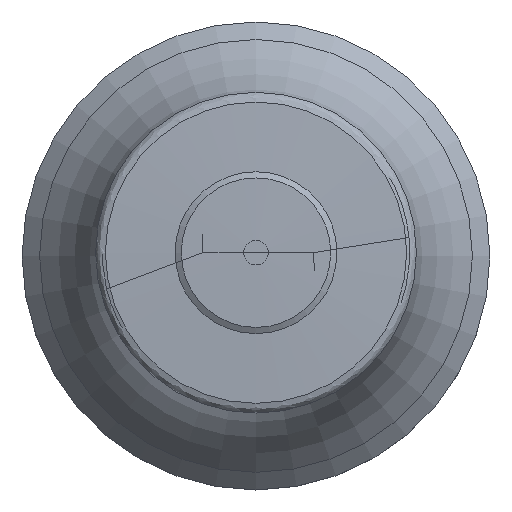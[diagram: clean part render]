
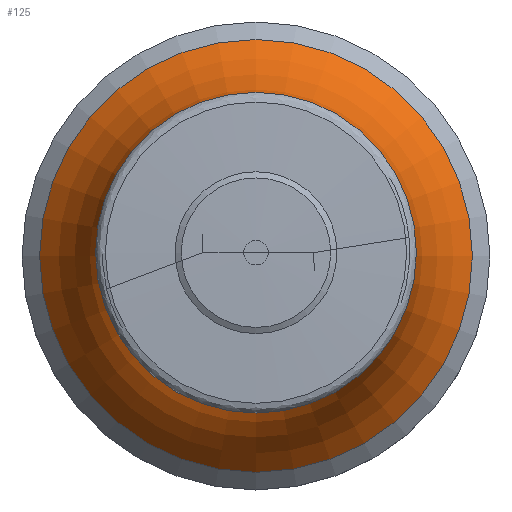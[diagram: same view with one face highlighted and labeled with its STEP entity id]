
A CAD part, top view. The second image highlights one B-rep face of the part: STEP entity #125.
In plain terms, the highlighted toroidal (fillet/blend) face has major radius 27.5 mm and minor radius 16 mm.
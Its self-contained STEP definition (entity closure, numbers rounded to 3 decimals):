
#65=TOROIDAL_SURFACE('',#430,27.5,16.);
#125=ADVANCED_FACE('',(#167,#168),#65,.F.);
#167=FACE_BOUND('',#211,.T.);
#168=FACE_BOUND('',#212,.T.);
#211=EDGE_LOOP('',(#274));
#212=EDGE_LOOP('',(#275));
#274=ORIENTED_EDGE('',*,*,#368,.F.);
#275=ORIENTED_EDGE('',*,*,#347,.F.);
#315=VERTEX_POINT('',#573);
#331=VERTEX_POINT('',#623);
#347=EDGE_CURVE('',#315,#315,#383,.T.);
#368=EDGE_CURVE('',#331,#331,#391,.T.);
#383=CIRCLE('',#406,11.5);
#391=CIRCLE('',#425,16.186);
#406=AXIS2_PLACEMENT_3D('',#572,#458,#459);
#425=AXIS2_PLACEMENT_3D('',#622,#503,#504);
#430=AXIS2_PLACEMENT_3D('',#630,#513,#514);
#458=DIRECTION('',(0.,0.,1.));
#459=DIRECTION('',(0.,-1.,0.));
#503=DIRECTION('',(0.,0.,-1.));
#504=DIRECTION('',(0.,1.,0.));
#513=DIRECTION('',(0.,0.,1.));
#514=DIRECTION('',(0.,-1.,0.));
#572=CARTESIAN_POINT('',(0.,0.,17.627));
#573=CARTESIAN_POINT('',(0.,-11.5,17.627));
#622=CARTESIAN_POINT('',(0.,0.,6.314));
#623=CARTESIAN_POINT('',(0.,16.186,6.314));
#630=CARTESIAN_POINT('',(0.,0.,17.627));
